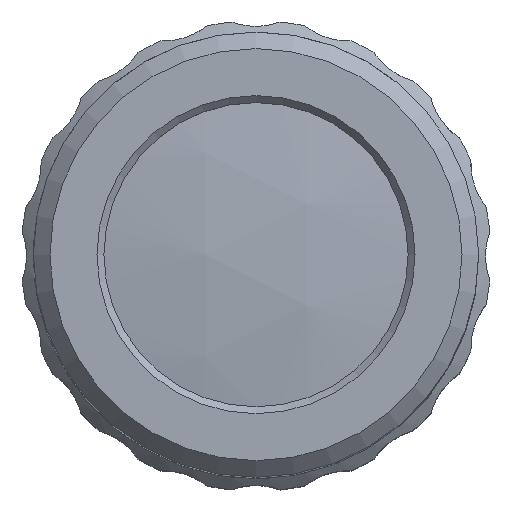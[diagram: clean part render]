
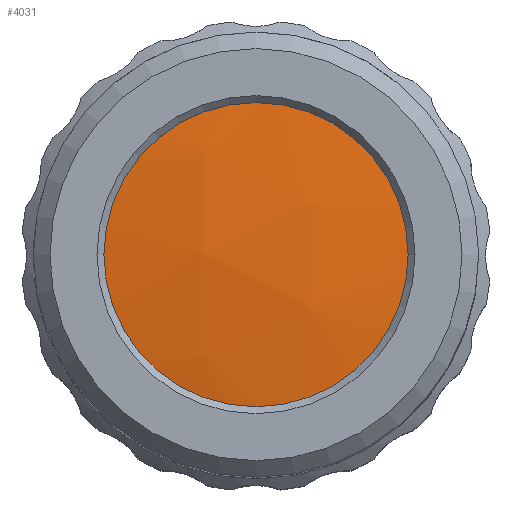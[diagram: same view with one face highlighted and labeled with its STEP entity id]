
A CAD part, top view. The second image highlights one B-rep face of the part: STEP entity #4031.
In plain terms, the highlighted spherical face has radius 75 mm.
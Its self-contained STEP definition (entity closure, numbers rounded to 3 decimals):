
#724 = SPHERICAL_SURFACE ( 'NONE', #13628, 75. ) ;
#4031 = ADVANCED_FACE ( 'NONE', ( #17628 ), #724, .T. ) ;
#6353 = DIRECTION ( 'NONE',  ( 1., 0., 0. ) ) ;
#7359 = VERTEX_POINT ( 'NONE', #10449 ) ;
#7641 = EDGE_LOOP ( 'NONE', ( #8145 ) ) ;
#8145 = ORIENTED_EDGE ( 'NONE', *, *, #14933, .T. ) ;
#9622 = CARTESIAN_POINT ( 'NONE',  ( 0., 0., 11. ) ) ;
#10276 = AXIS2_PLACEMENT_3D ( 'NONE', #17868, #14590, #12403 ) ;
#10449 = CARTESIAN_POINT ( 'NONE',  ( 11., 0., 85.189 ) ) ;
#12403 = DIRECTION ( 'NONE',  ( 1., 0., 0. ) ) ;
#13628 = AXIS2_PLACEMENT_3D ( 'NONE', #9622, #6353, #31833 ) ;
#14590 = DIRECTION ( 'NONE',  ( 0., 0., 1. ) ) ;
#14933 = EDGE_CURVE ( 'NONE', #7359, #7359, #24794, .T. ) ;
#17628 = FACE_OUTER_BOUND ( 'NONE', #7641, .T. ) ;
#17868 = CARTESIAN_POINT ( 'NONE',  ( 0., 0., 85.189 ) ) ;
#24794 = CIRCLE ( 'NONE', #10276, 11. ) ;
#31833 = DIRECTION ( 'NONE',  ( 0., -1., 0. ) ) ;
